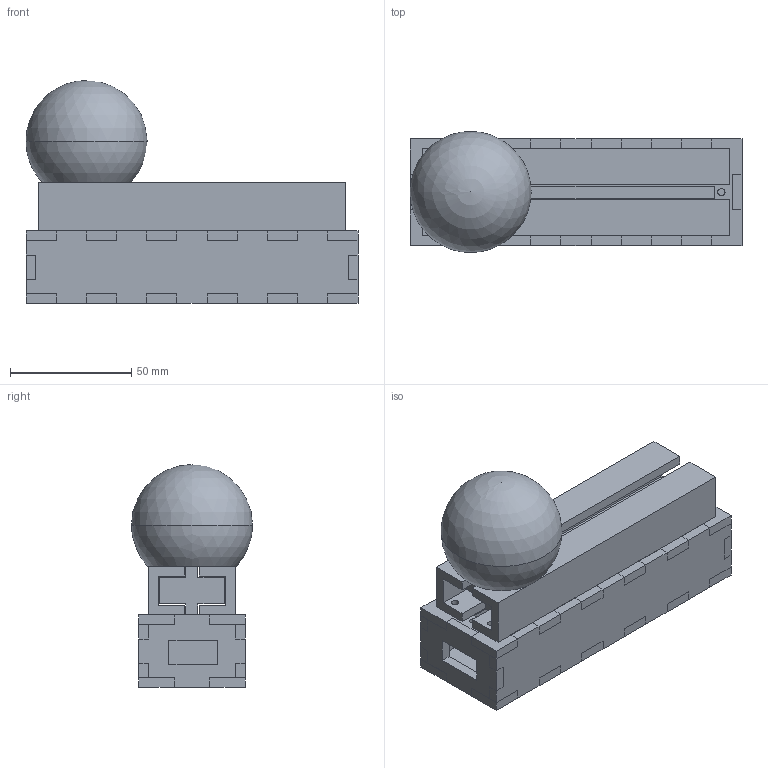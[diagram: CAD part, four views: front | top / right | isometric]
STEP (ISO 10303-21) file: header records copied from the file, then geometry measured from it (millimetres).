
FILE_DESCRIPTION(/* description */ (''),/* implementation_level */ '2;1');
FILE_NAME(/* name */ 'joystick.step',/* time_stamp */ '2024-05-31T09:48:11+02:00',/* author */ (''),/* organization */ (''),/* preprocessor_version */ 'ST-DEVELOPER v20',/* originating_system */ 'Autodesk Translation Framework v13.14.0.145',/* authorisation */ '');
FILE_SCHEMA (('AUTOMOTIVE_DESIGN { 1 0 10303 214 3 1 1 }'));
Length unit declared in the file: millimetre
Products named in the file (1): potentiometer case
Bounding box: 137 x 50 x 92 mm (x, y, z)
Volume: 183278.5 mm3; surface area: 85828.4 mm2
Topology: 11 solids, 11 shells, 331 faces, 922 edges, 614 vertices
Faces by surface type: plane 319, cylinder 10, sphere 2
Full cylindrical faces by diameter (mm): 3 x10
Entity records: 10471 total; most frequent: CARTESIAN_POINT 1867, ORIENTED_EDGE 1842, DIRECTION 1610, EDGE_CURVE 921, LINE 896, VECTOR 896, VERTEX_POINT 614, EDGE_LOOP 357
